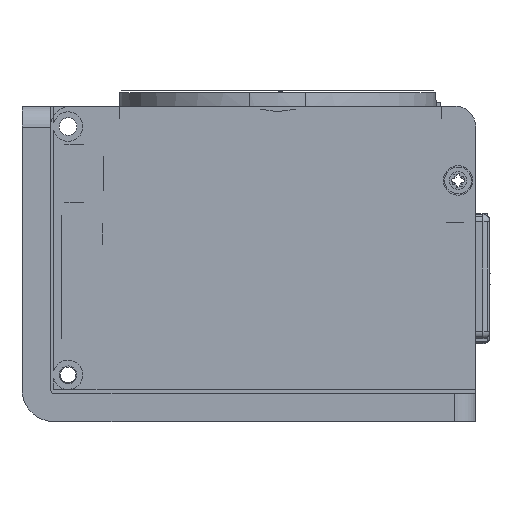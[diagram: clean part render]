
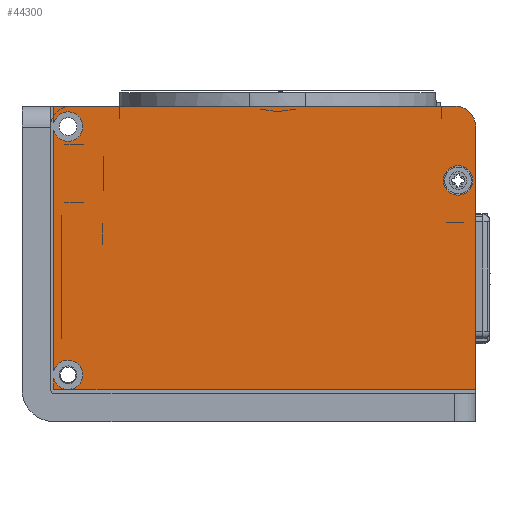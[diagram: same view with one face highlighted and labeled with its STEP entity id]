
A CAD part, front view. The second image highlights one B-rep face of the part: STEP entity #44300.
In plain terms, the highlighted planar face has unit normal (0, -1, 0).
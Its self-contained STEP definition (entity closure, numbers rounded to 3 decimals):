
#1167=FACE_BOUND('',#6650,.T.);
#1988=CIRCLE('',#47186,2.075);
#1989=CIRCLE('',#47187,2.075);
#1990=CIRCLE('',#47188,3.);
#1991=CIRCLE('',#47189,2.075);
#4413=FACE_OUTER_BOUND('',#6649,.T.);
#6649=EDGE_LOOP('',(#39966,#39967,#39968,#39969,#39970,#39971,#39972,#39973,
#39974));
#6650=EDGE_LOOP('',(#39975));
#11807=LINE('',#74442,#17252);
#11808=LINE('',#74446,#17253);
#11809=LINE('',#74448,#17254);
#11810=LINE('',#74450,#17255);
#11811=LINE('',#74454,#17256);
#11812=LINE('',#74455,#17257);
#17252=VECTOR('',#57744,33.894);
#17253=VECTOR('',#57747,1.547);
#17254=VECTOR('',#57748,59.5);
#17255=VECTOR('',#57749,37.);
#17256=VECTOR('',#57752,56.5);
#17257=VECTOR('',#57753,2.347);
#21809=VERTEX_POINT('',#74438);
#21810=VERTEX_POINT('',#74439);
#21811=VERTEX_POINT('',#74441);
#21812=VERTEX_POINT('',#74443);
#21813=VERTEX_POINT('',#74445);
#21814=VERTEX_POINT('',#74447);
#21815=VERTEX_POINT('',#74449);
#21816=VERTEX_POINT('',#74451);
#21817=VERTEX_POINT('',#74453);
#21818=VERTEX_POINT('',#74456);
#28380=EDGE_CURVE('',#21809,#21810,#1988,.T.);
#28381=EDGE_CURVE('',#21809,#21811,#11807,.T.);
#28382=EDGE_CURVE('',#21812,#21811,#1989,.T.);
#28383=EDGE_CURVE('',#21812,#21813,#11808,.T.);
#28384=EDGE_CURVE('',#21813,#21814,#11809,.T.);
#28385=EDGE_CURVE('',#21814,#21815,#11810,.T.);
#28386=EDGE_CURVE('',#21816,#21815,#1990,.T.);
#28387=EDGE_CURVE('',#21816,#21817,#11811,.T.);
#28388=EDGE_CURVE('',#21817,#21810,#11812,.T.);
#28389=EDGE_CURVE('',#21818,#21818,#1991,.T.);
#39966=ORIENTED_EDGE('',*,*,#28380,.F.);
#39967=ORIENTED_EDGE('',*,*,#28381,.T.);
#39968=ORIENTED_EDGE('',*,*,#28382,.F.);
#39969=ORIENTED_EDGE('',*,*,#28383,.T.);
#39970=ORIENTED_EDGE('',*,*,#28384,.T.);
#39971=ORIENTED_EDGE('',*,*,#28385,.T.);
#39972=ORIENTED_EDGE('',*,*,#28386,.F.);
#39973=ORIENTED_EDGE('',*,*,#28387,.T.);
#39974=ORIENTED_EDGE('',*,*,#28388,.T.);
#39975=ORIENTED_EDGE('',*,*,#28389,.F.);
#42306=PLANE('',#47185);
#44300=ADVANCED_FACE('',(#4413,#1167),#42306,.F.);
#47185=AXIS2_PLACEMENT_3D('',#74437,#57740,#57741);
#47186=AXIS2_PLACEMENT_3D('',#74440,#57742,#57743);
#47187=AXIS2_PLACEMENT_3D('',#74444,#57745,#57746);
#47188=AXIS2_PLACEMENT_3D('',#74452,#57750,#57751);
#47189=AXIS2_PLACEMENT_3D('',#74457,#57754,#57755);
#57740=DIRECTION('center_axis',(0.,1.,0.));
#57741=DIRECTION('ref_axis',(-1.,0.,0.));
#57742=DIRECTION('center_axis',(0.,-1.,0.));
#57743=DIRECTION('ref_axis',(-1.,0.,0.));
#57744=DIRECTION('',(0.,0.,-1.));
#57745=DIRECTION('center_axis',(0.,-1.,0.));
#57746=DIRECTION('ref_axis',(-1.,0.,0.));
#57747=DIRECTION('',(0.,0.,-1.));
#57748=DIRECTION('',(1.,0.,0.));
#57749=DIRECTION('',(0.,0.,1.));
#57750=DIRECTION('center_axis',(0.,1.,0.));
#57751=DIRECTION('ref_axis',(0.707,0.,0.707));
#57752=DIRECTION('',(-1.,0.,0.));
#57753=DIRECTION('',(0.,0.,-1.));
#57754=DIRECTION('center_axis',(0.,-1.,0.));
#57755=DIRECTION('ref_axis',(-1.,0.,0.));
#74437=CARTESIAN_POINT('Origin',(0.25,-51.5,20.7));
#74438=CARTESIAN_POINT('',(-29.5,-51.5,38.247));
#74439=CARTESIAN_POINT('',(-29.5,-51.5,39.353));
#74440=CARTESIAN_POINT('Origin',(-27.5,-51.5,38.8));
#74441=CARTESIAN_POINT('',(-29.5,-51.5,4.353));
#74442=CARTESIAN_POINT('',(-29.5,-51.5,41.7));
#74443=CARTESIAN_POINT('',(-29.5,-51.5,3.247));
#74444=CARTESIAN_POINT('Origin',(-27.5,-51.5,3.8));
#74445=CARTESIAN_POINT('',(-29.5,-51.5,1.7));
#74446=CARTESIAN_POINT('',(-29.5,-51.5,41.7));
#74447=CARTESIAN_POINT('',(30.,-51.5,1.7));
#74448=CARTESIAN_POINT('',(-14.625,-51.5,1.7));
#74449=CARTESIAN_POINT('',(30.,-51.5,38.7));
#74450=CARTESIAN_POINT('',(30.,-51.5,-0.3));
#74451=CARTESIAN_POINT('',(27.,-51.5,41.7));
#74452=CARTESIAN_POINT('Origin',(27.,-51.5,38.7));
#74453=CARTESIAN_POINT('',(-29.5,-51.5,41.7));
#74454=CARTESIAN_POINT('',(30.,-51.5,41.7));
#74455=CARTESIAN_POINT('',(-29.5,-51.5,41.7));
#74456=CARTESIAN_POINT('',(29.575,-51.5,31.2));
#74457=CARTESIAN_POINT('Origin',(27.5,-51.5,31.2));
